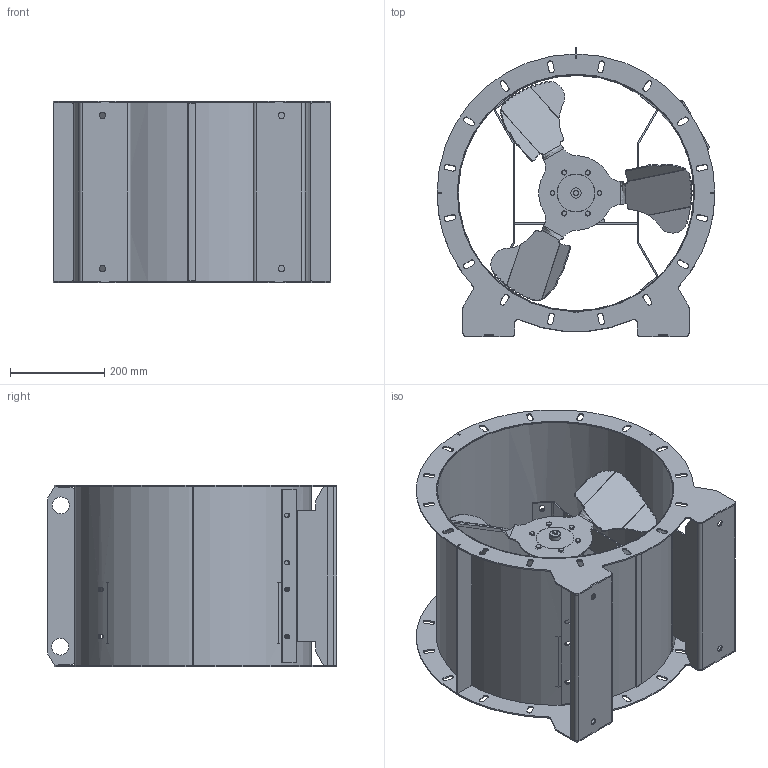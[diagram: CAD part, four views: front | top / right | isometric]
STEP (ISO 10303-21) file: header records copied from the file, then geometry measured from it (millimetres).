
FILE_DESCRIPTION(('STEP AP203'), '1');
FILE_NAME('Âåíòèëÿòîð 63 ãàá â ñáîðå', '', ('UNSPECIFIED'), ('UNSPECIFIED'), 'ASCON STEP Converter 1.3', 'ASCON Math Kernel', '');
FILE_SCHEMA(('CONFIG_CONTROL_DESIGN'));
Length unit declared in the file: millimetre
Bounding box: 589.99 x 614.5 x 385 mm (x, y, z)
Volume: 4697202.3 mm3; surface area: 2781727.2 mm2
Topology: 26 solids, 26 shells, 1194 faces, 3170 edges, 2038 vertices
Faces by surface type: plane 736, cylinder 405, bspline 30, cone 16, torus 7
Full cylindrical faces by diameter (mm): 6 x7, 6.5 x12, 7 x4, 13 x4, 14 x2, 22 x3, 28 x1, 36 x2, 40 x4, 80 x1, 80.3 x1, 113.7 x1, 120 x2
Entity records: 51079 total; most frequent: CARTESIAN_POINT 11075, ORIENTED_EDGE 6206, DIRECTION 6123, EDGE_CURVE 3103, LINE 2165, VECTOR 2165, VERTEX_POINT 2038, AXIS2_PLACEMENT_3D 1979
